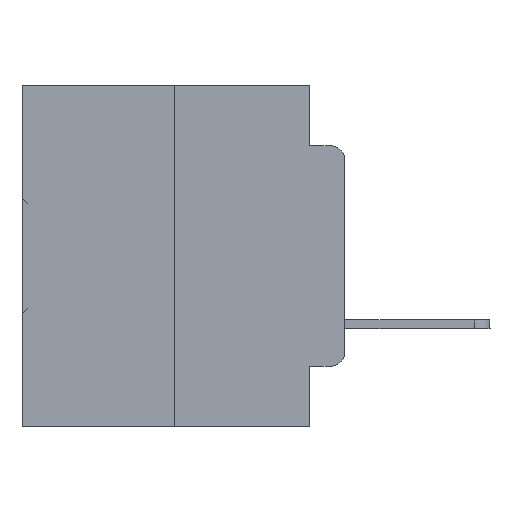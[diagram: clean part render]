
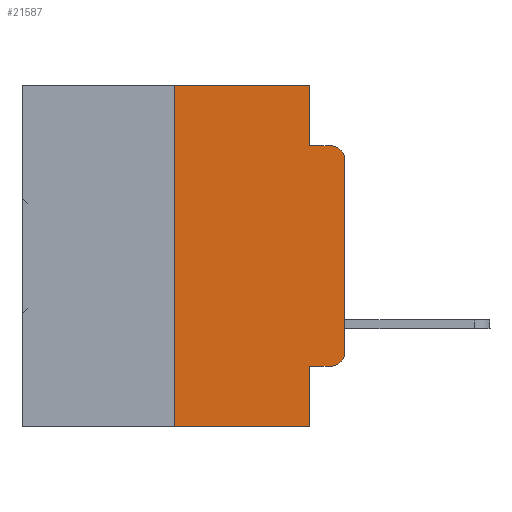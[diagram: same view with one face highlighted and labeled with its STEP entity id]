
A CAD part, left-side view. The second image highlights one B-rep face of the part: STEP entity #21587.
In plain terms, the highlighted planar face has unit normal (-1, 0, 0).
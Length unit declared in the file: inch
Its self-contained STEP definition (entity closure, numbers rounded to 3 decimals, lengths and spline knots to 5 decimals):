
#95 = DIRECTION ( 'NONE',  ( 0., -1., 0. ) ) ;
#178 = VERTEX_POINT ( 'NONE', #15887 ) ;
#179 = CARTESIAN_POINT ( 'NONE',  ( 0., 0.02, -0.1085 ) ) ;
#196 = VERTEX_POINT ( 'NONE', #21554 ) ;
#457 = ORIENTED_EDGE ( 'NONE', *, *, #5081, .F. ) ;
#947 = VECTOR ( 'NONE', #8357, 39.37008 ) ;
#1371 = VERTEX_POINT ( 'NONE', #9747 ) ;
#2205 = CARTESIAN_POINT ( 'NONE',  ( 0., 0.25, 0. ) ) ;
#2610 = LINE ( 'NONE', #11815, #33599 ) ;
#2735 = CARTESIAN_POINT ( 'NONE',  ( 0., 0.473, 0. ) ) ;
#3094 = CARTESIAN_POINT ( 'NONE',  ( 0., 0.051, -0.0885 ) ) ;
#3108 = VERTEX_POINT ( 'NONE', #13254 ) ;
#3551 = VECTOR ( 'NONE', #27289, 39.37008 ) ;
#4187 = CARTESIAN_POINT ( 'NONE',  ( 0., 0.051, -0.5 ) ) ;
#5052 = LINE ( 'NONE', #22335, #10614 ) ;
#5081 = EDGE_CURVE ( 'NONE', #18415, #178, #7878, .T. ) ;
#5316 = DIRECTION ( 'NONE',  ( -1., 0., 0. ) ) ;
#5823 = DIRECTION ( 'NONE',  ( 0., 0., 1. ) ) ;
#6729 = DIRECTION ( 'NONE',  ( 0., 0., -1. ) ) ;
#6853 = AXIS2_PLACEMENT_3D ( 'NONE', #2735, #19445, #27572 ) ;
#7559 = ORIENTED_EDGE ( 'NONE', *, *, #8188, .F. ) ;
#7692 = EDGE_CURVE ( 'NONE', #11144, #35702, #34878, .T. ) ;
#7878 = LINE ( 'NONE', #2205, #14738 ) ;
#7924 = DIRECTION ( 'NONE',  ( 0., -1., 0. ) ) ;
#8090 = ORIENTED_EDGE ( 'NONE', *, *, #22243, .T. ) ;
#8188 = EDGE_CURVE ( 'NONE', #3108, #35412, #11087, .T. ) ;
#8357 = DIRECTION ( 'NONE',  ( 0., 0., -1. ) ) ;
#8681 = LINE ( 'NONE', #20332, #15173 ) ;
#8731 = CARTESIAN_POINT ( 'NONE',  ( 0., 0.02, -0.4115 ) ) ;
#9747 = CARTESIAN_POINT ( 'NONE',  ( 0., 0., -0.1085 ) ) ;
#10531 = CARTESIAN_POINT ( 'NONE',  ( 0., 0.473, 0. ) ) ;
#10614 = VECTOR ( 'NONE', #5823, 39.37008 ) ;
#11087 = LINE ( 'NONE', #3094, #21480 ) ;
#11144 = VERTEX_POINT ( 'NONE', #8731 ) ;
#11752 = VERTEX_POINT ( 'NONE', #27756 ) ;
#11815 = CARTESIAN_POINT ( 'NONE',  ( 0., 0.473, -0.5 ) ) ;
#12249 = AXIS2_PLACEMENT_3D ( 'NONE', #35660, #5316, #21927 ) ;
#13002 = EDGE_CURVE ( 'NONE', #178, #11752, #28712, .T. ) ;
#13254 = CARTESIAN_POINT ( 'NONE',  ( 0., 0.051, -0.0885 ) ) ;
#14339 = DIRECTION ( 'NONE',  ( -1., 0., 0. ) ) ;
#14738 = VECTOR ( 'NONE', #29531, 39.37008 ) ;
#15173 = VECTOR ( 'NONE', #6729, 39.37008 ) ;
#15887 = CARTESIAN_POINT ( 'NONE',  ( 0., 0.25, 0. ) ) ;
#16438 = CARTESIAN_POINT ( 'NONE',  ( 0., 0.051, 0. ) ) ;
#17106 = VERTEX_POINT ( 'NONE', #4187 ) ;
#17478 = ORIENTED_EDGE ( 'NONE', *, *, #13002, .F. ) ;
#18415 = VERTEX_POINT ( 'NONE', #28044 ) ;
#18642 = PLANE ( 'NONE',  #6853 ) ;
#18773 = AXIS2_PLACEMENT_3D ( 'NONE', #179, #14339, #30763 ) ;
#19091 = LINE ( 'NONE', #33145, #3551 ) ;
#19445 = DIRECTION ( 'NONE',  ( 1., 0., 0. ) ) ;
#19872 = ORIENTED_EDGE ( 'NONE', *, *, #28272, .T. ) ;
#20071 = DIRECTION ( 'NONE',  ( 0., -1., 0. ) ) ;
#20332 = CARTESIAN_POINT ( 'NONE',  ( 0., 0.051, 0. ) ) ;
#21192 = EDGE_CURVE ( 'NONE', #196, #17106, #8681, .T. ) ;
#21480 = VECTOR ( 'NONE', #95, 39.37008 ) ;
#21554 = CARTESIAN_POINT ( 'NONE',  ( 0., 0.051, -0.4115 ) ) ;
#21587 = ADVANCED_FACE ( 'NONE', ( #25499 ), #18642, .F. ) ;
#21927 = DIRECTION ( 'NONE',  ( 0., 0., -1. ) ) ;
#22243 = EDGE_CURVE ( 'NONE', #18415, #17106, #2610, .T. ) ;
#22335 = CARTESIAN_POINT ( 'NONE',  ( 0., 0., 0. ) ) ;
#23011 = ORIENTED_EDGE ( 'NONE', *, *, #31223, .T. ) ;
#25069 = ORIENTED_EDGE ( 'NONE', *, *, #21192, .F. ) ;
#25320 = CARTESIAN_POINT ( 'NONE',  ( 0., 0.02, -0.0885 ) ) ;
#25499 = FACE_OUTER_BOUND ( 'NONE', #29642, .T. ) ;
#26914 = CARTESIAN_POINT ( 'NONE',  ( 0., 0., -0.3915 ) ) ;
#27289 = DIRECTION ( 'NONE',  ( 0., -1., 0. ) ) ;
#27418 = EDGE_CURVE ( 'NONE', #11752, #3108, #33689, .T. ) ;
#27572 = DIRECTION ( 'NONE',  ( 0., 0., -1. ) ) ;
#27756 = CARTESIAN_POINT ( 'NONE',  ( 0., 0.051, 0. ) ) ;
#27915 = ORIENTED_EDGE ( 'NONE', *, *, #7692, .T. ) ;
#28044 = CARTESIAN_POINT ( 'NONE',  ( 0., 0.25, -0.5 ) ) ;
#28272 = EDGE_CURVE ( 'NONE', #1371, #35412, #28505, .T. ) ;
#28505 = CIRCLE ( 'NONE', #18773, 0.02 ) ;
#28712 = LINE ( 'NONE', #10531, #35186 ) ;
#29531 = DIRECTION ( 'NONE',  ( 0., 0., 1. ) ) ;
#29642 = EDGE_LOOP ( 'NONE', ( #23011, #19872, #7559, #34340, #17478, #457, #8090, #25069, #29895, #27915 ) ) ;
#29895 = ORIENTED_EDGE ( 'NONE', *, *, #33366, .T. ) ;
#30763 = DIRECTION ( 'NONE',  ( 0., 0., -1. ) ) ;
#31223 = EDGE_CURVE ( 'NONE', #35702, #1371, #5052, .T. ) ;
#33145 = CARTESIAN_POINT ( 'NONE',  ( 0., 0.051, -0.4115 ) ) ;
#33366 = EDGE_CURVE ( 'NONE', #196, #11144, #19091, .T. ) ;
#33599 = VECTOR ( 'NONE', #20071, 39.37008 ) ;
#33689 = LINE ( 'NONE', #16438, #947 ) ;
#34340 = ORIENTED_EDGE ( 'NONE', *, *, #27418, .F. ) ;
#34878 = CIRCLE ( 'NONE', #12249, 0.02 ) ;
#35186 = VECTOR ( 'NONE', #7924, 39.37008 ) ;
#35412 = VERTEX_POINT ( 'NONE', #25320 ) ;
#35660 = CARTESIAN_POINT ( 'NONE',  ( 0., 0.02, -0.3915 ) ) ;
#35702 = VERTEX_POINT ( 'NONE', #26914 ) ;
